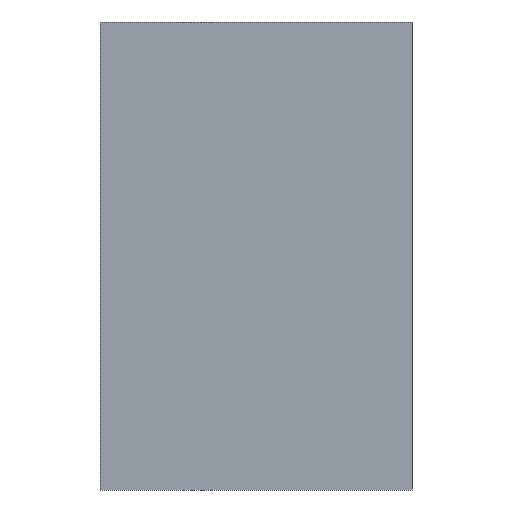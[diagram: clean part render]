
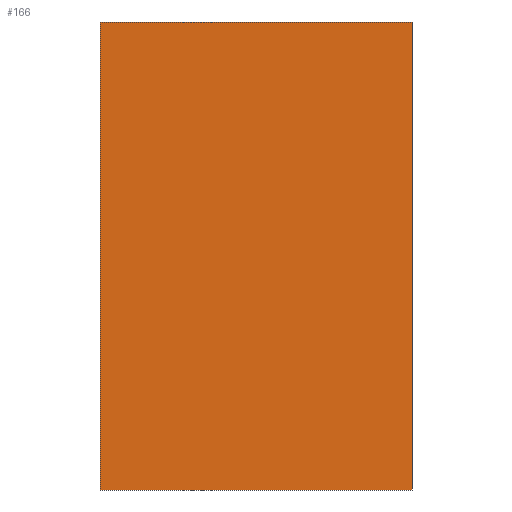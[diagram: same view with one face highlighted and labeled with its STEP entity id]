
A CAD part, front view. The second image highlights one B-rep face of the part: STEP entity #166.
In plain terms, the highlighted planar face has unit normal (0, -1, 0).
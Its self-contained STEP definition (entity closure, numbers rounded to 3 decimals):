
#24 = CARTESIAN_POINT ( 'NONE',  ( -10., 0., 15. ) ) ;
#30 = DIRECTION ( 'NONE',  ( 0., 0., -1. ) ) ;
#33 = DIRECTION ( 'NONE',  ( 1., 0., 0. ) ) ;
#85 = VERTEX_POINT ( 'NONE', #333 ) ;
#114 = LINE ( 'NONE', #712, #210 ) ;
#137 = LINE ( 'NONE', #187, #531 ) ;
#166 = ADVANCED_FACE ( 'NONE', ( #461 ), #337, .T. ) ;
#187 = CARTESIAN_POINT ( 'NONE',  ( 10., 0., 15. ) ) ;
#192 = ORIENTED_EDGE ( 'NONE', *, *, #225, .F. ) ;
#197 = CARTESIAN_POINT ( 'NONE',  ( -10., 0., 15. ) ) ;
#210 = VECTOR ( 'NONE', #662, 1000. ) ;
#225 = EDGE_CURVE ( 'NONE', #571, #412, #630, .T. ) ;
#232 = CARTESIAN_POINT ( 'NONE',  ( 10., 0., -15. ) ) ;
#272 = EDGE_CURVE ( 'NONE', #85, #571, #480, .T. ) ;
#297 = DIRECTION ( 'NONE',  ( 0., -1., 0. ) ) ;
#304 = ORIENTED_EDGE ( 'NONE', *, *, #533, .F. ) ;
#331 = ORIENTED_EDGE ( 'NONE', *, *, #272, .F. ) ;
#333 = CARTESIAN_POINT ( 'NONE',  ( -10., 0., -15. ) ) ;
#337 = PLANE ( 'NONE',  #431 ) ;
#343 = CARTESIAN_POINT ( 'NONE',  ( 0., 0., 0. ) ) ;
#388 = ORIENTED_EDGE ( 'NONE', *, *, #402, .F. ) ;
#402 = EDGE_CURVE ( 'NONE', #556, #85, #114, .T. ) ;
#412 = VERTEX_POINT ( 'NONE', #604 ) ;
#428 = DIRECTION ( 'NONE',  ( 0., 0., 1. ) ) ;
#431 = AXIS2_PLACEMENT_3D ( 'NONE', #343, #297, #30 ) ;
#461 = FACE_OUTER_BOUND ( 'NONE', #656, .T. ) ;
#480 = LINE ( 'NONE', #197, #502 ) ;
#502 = VECTOR ( 'NONE', #428, 1000. ) ;
#509 = CARTESIAN_POINT ( 'NONE',  ( -10., 0., 15. ) ) ;
#527 = VECTOR ( 'NONE', #33, 1000. ) ;
#531 = VECTOR ( 'NONE', #580, 1000. ) ;
#533 = EDGE_CURVE ( 'NONE', #412, #556, #137, .T. ) ;
#556 = VERTEX_POINT ( 'NONE', #232 ) ;
#571 = VERTEX_POINT ( 'NONE', #509 ) ;
#580 = DIRECTION ( 'NONE',  ( 0., 0., -1. ) ) ;
#604 = CARTESIAN_POINT ( 'NONE',  ( 10., 0., 15. ) ) ;
#630 = LINE ( 'NONE', #24, #527 ) ;
#656 = EDGE_LOOP ( 'NONE', ( #304, #192, #331, #388 ) ) ;
#662 = DIRECTION ( 'NONE',  ( -1., 0., 0. ) ) ;
#712 = CARTESIAN_POINT ( 'NONE',  ( -10., 0., -15. ) ) ;
